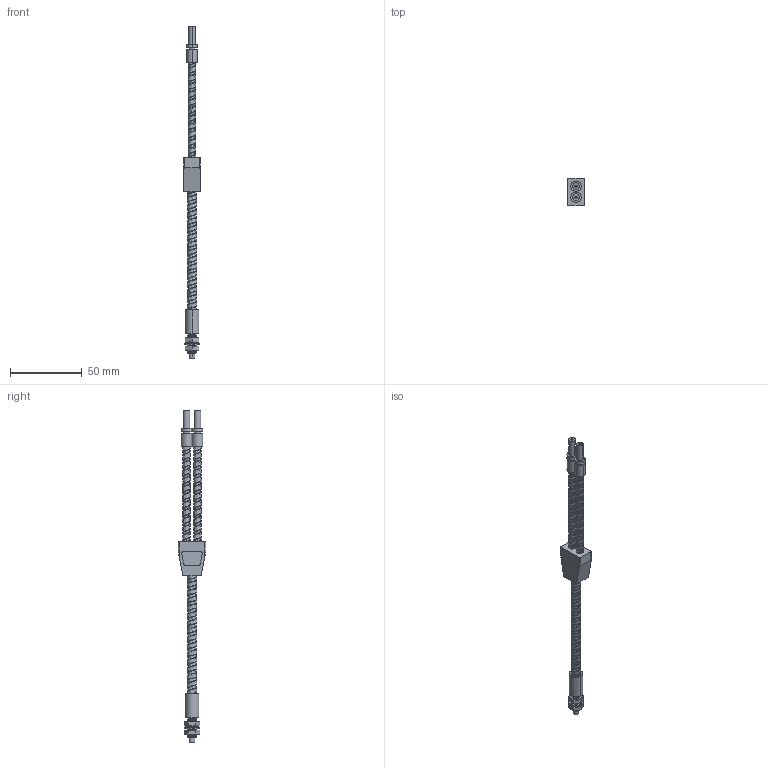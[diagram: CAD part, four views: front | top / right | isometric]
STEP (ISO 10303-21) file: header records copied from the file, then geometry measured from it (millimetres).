
FILE_DESCRIPTION((''),'2;1');
FILE_NAME('194016_ASM','2016-04-01T',('PDMAdmin'),(''),'PRO/ENGINEER BY PARAMETRIC TECHNOLOGY CORPORATION, 2013230','PRO/ENGINEER BY PARAMETRIC TECHNOLOGY CORPORATION, 2013230','');
FILE_SCHEMA(('CONFIG_CONTROL_DESIGN'));
Length unit declared in the file: inch
Products named in the file (12): 39347; 15497; 39681; 40197; 15498; 30920; 30921; 39343; FIBER_CORE_059-150; 40197_POTTING; 42853_ASM; 194016_ASM
Assembly tree (15 placements, depth 3):
  194016_ASM
    42853_ASM
      39347
      15497
      39681
      40197
      15498  x2
      30920
      30921  x2
      39343  x2
      FIBER_CORE_059-150  x2
      40197_POTTING
Bounding box: 11.43 x 19.05 x 230.65 mm (x, y, z)
Volume: 8107.2 mm3; surface area: 18030.2 mm2
Topology: 14 solids, 16 shells, 856 faces, 2236 edges, 1430 vertices
Faces by surface type: plane 342, cylinder 274, bspline 212, cone 26, torus 2
Entity records: 59415 total; most frequent: CARTESIAN_POINT 40938, ORIENTED_EDGE 4000, DIRECTION 3502, EDGE_CURVE 2002, VERTEX_POINT 1292, VECTOR 1256, LINE 1256, AXIS2_PLACEMENT_3D 1123
